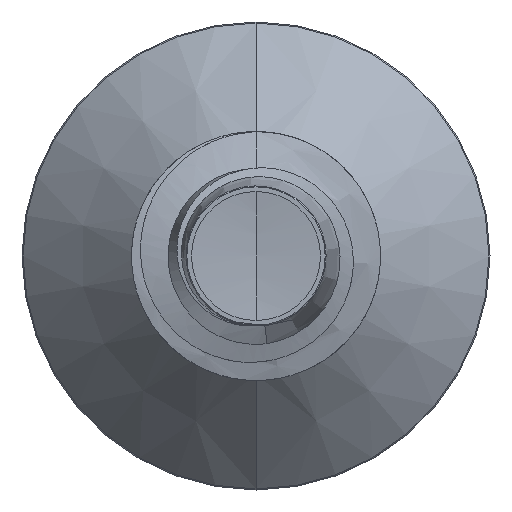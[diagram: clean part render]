
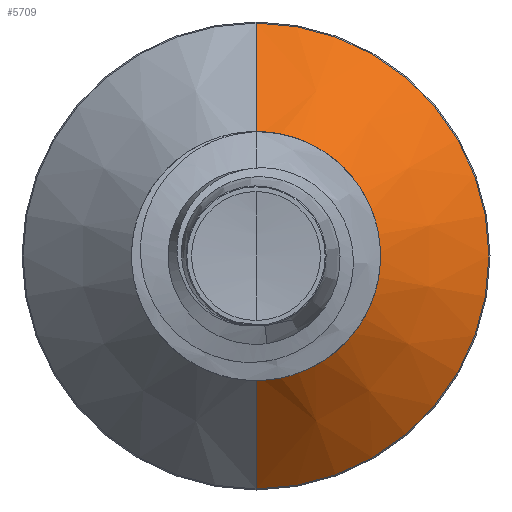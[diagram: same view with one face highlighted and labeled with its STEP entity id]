
A CAD part, front view. The second image highlights one B-rep face of the part: STEP entity #5709.
In plain terms, the highlighted conical face has half-angle 45 degrees and reference radius 1.189 mm.
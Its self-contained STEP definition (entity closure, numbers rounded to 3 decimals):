
#454 = CARTESIAN_POINT ( 'NONE',  ( 0., 9.439, 2.339 ) ) ;
#1401 = CARTESIAN_POINT ( 'NONE',  ( 0., 8.289, 1.189 ) ) ;
#1422 = VECTOR ( 'NONE', #13057, 1000. ) ;
#1531 = AXIS2_PLACEMENT_3D ( 'NONE', #16396, #16381, #16360 ) ;
#1844 = LINE ( 'NONE', #14517, #6904 ) ;
#2077 = CARTESIAN_POINT ( 'NONE',  ( 0., 9.439, -2.339 ) ) ;
#4518 = EDGE_LOOP ( 'NONE', ( #14867, #7708, #12100, #16816 ) ) ;
#5343 = CONICAL_SURFACE ( 'NONE', #14510, 1.189, 0.785 ) ;
#5709 = ADVANCED_FACE ( 'NONE', ( #6396 ), #5343, .T. ) ;
#6211 = CARTESIAN_POINT ( 'NONE',  ( 0., 8.289, -1.189 ) ) ;
#6396 = FACE_OUTER_BOUND ( 'NONE', #4518, .T. ) ;
#6904 = VECTOR ( 'NONE', #14557, 1000. ) ;
#7708 = ORIENTED_EDGE ( 'NONE', *, *, #8558, .T. ) ;
#8558 = EDGE_CURVE ( 'NONE', #9575, #13056, #1844, .T. ) ;
#9575 = VERTEX_POINT ( 'NONE', #6211 ) ;
#9613 = AXIS2_PLACEMENT_3D ( 'NONE', #15379, #15372, #15345 ) ;
#11860 = CIRCLE ( 'NONE', #9613, 2.339 ) ;
#12100 = ORIENTED_EDGE ( 'NONE', *, *, #15295, .F. ) ;
#12344 = CARTESIAN_POINT ( 'NONE',  ( 0., 8.289, 0. ) ) ;
#12357 = DIRECTION ( 'NONE',  ( 0., 0., 1. ) ) ;
#12836 = CARTESIAN_POINT ( 'NONE',  ( 0., 8.289, 1.189 ) ) ;
#13056 = VERTEX_POINT ( 'NONE', #2077 ) ;
#13057 = DIRECTION ( 'NONE',  ( 0., 0.707, 0.707 ) ) ;
#13162 = VERTEX_POINT ( 'NONE', #1401 ) ;
#13215 = VERTEX_POINT ( 'NONE', #454 ) ;
#13606 = LINE ( 'NONE', #12836, #1422 ) ;
#14510 = AXIS2_PLACEMENT_3D ( 'NONE', #12344, #15035, #12357 ) ;
#14517 = CARTESIAN_POINT ( 'NONE',  ( 0., 8.289, -1.189 ) ) ;
#14557 = DIRECTION ( 'NONE',  ( 0., 0.707, -0.707 ) ) ;
#14867 = ORIENTED_EDGE ( 'NONE', *, *, #15906, .T. ) ;
#15035 = DIRECTION ( 'NONE',  ( 0., 1., 0. ) ) ;
#15239 = CIRCLE ( 'NONE', #1531, 1.189 ) ;
#15295 = EDGE_CURVE ( 'NONE', #13215, #13056, #11860, .T. ) ;
#15345 = DIRECTION ( 'NONE',  ( 0., 0., 1. ) ) ;
#15372 = DIRECTION ( 'NONE',  ( 0., 1., 0. ) ) ;
#15379 = CARTESIAN_POINT ( 'NONE',  ( 0., 9.439, 0. ) ) ;
#15804 = EDGE_CURVE ( 'NONE', #13162, #13215, #13606, .T. ) ;
#15906 = EDGE_CURVE ( 'NONE', #13162, #9575, #15239, .T. ) ;
#16360 = DIRECTION ( 'NONE',  ( 0., 0., 1. ) ) ;
#16381 = DIRECTION ( 'NONE',  ( 0., 1., 0. ) ) ;
#16396 = CARTESIAN_POINT ( 'NONE',  ( 0., 8.289, 0. ) ) ;
#16816 = ORIENTED_EDGE ( 'NONE', *, *, #15804, .F. ) ;
